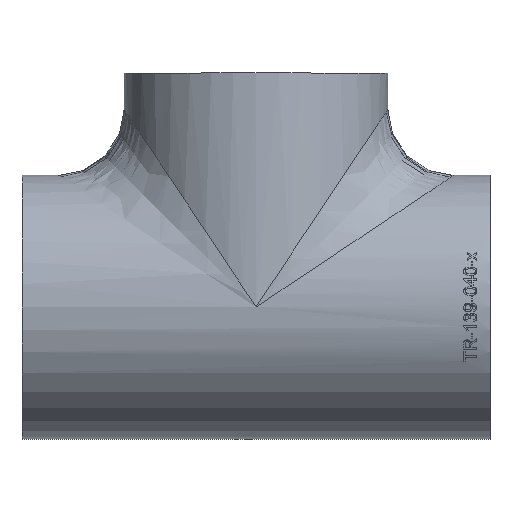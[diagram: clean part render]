
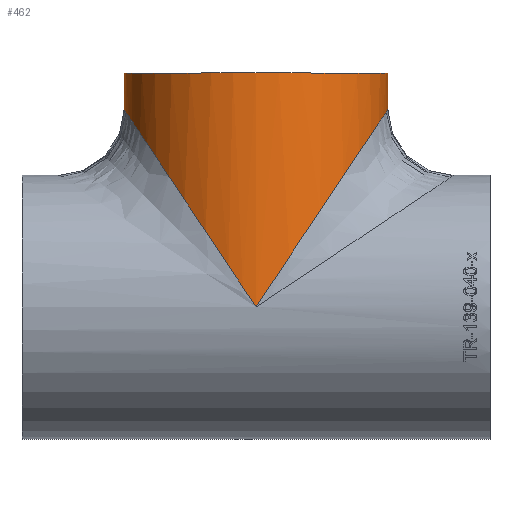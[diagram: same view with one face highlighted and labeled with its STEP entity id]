
A CAD part, top view. The second image highlights one B-rep face of the part: STEP entity #462.
In plain terms, the highlighted cylindrical face has radius 69.85 mm (diameter 139.7 mm), a full revolution.
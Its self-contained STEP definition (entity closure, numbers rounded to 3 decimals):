
#462 = ADVANCED_FACE ( 'NONE', ( #13281, #20640 ), #17095, .T. ) ;
#1068 = CARTESIAN_POINT ( 'NONE',  ( -139.7, 209.7, 69.85 ) ) ;
#1520 = AXIS2_PLACEMENT_3D ( 'NONE', #6720, #16351, #19532 ) ;
#1697 = EDGE_CURVE ( 'NONE', #2521, #12839, #15235, .T. ) ;
#2521 = VERTEX_POINT ( 'NONE', #20955 ) ;
#2880 = CARTESIAN_POINT ( 'NONE',  ( 0., 0., 69.85 ) ) ;
#3830 = CIRCLE ( 'NONE', #7003, 69.85 ) ;
#4850 =( BOUNDED_CURVE ( )  B_SPLINE_CURVE ( 3, ( #9193, #5885, #15840, #20590 ),
 .UNSPECIFIED., .F., .F. ) 
 B_SPLINE_CURVE_WITH_KNOTS ( ( 4, 4 ),
 ( 1.571, 4.712 ),
 .UNSPECIFIED. ) 
 CURVE ( )  GEOMETRIC_REPRESENTATION_ITEM ( )  RATIONAL_B_SPLINE_CURVE ( ( 1., 0.333, 0.333, 1. ) ) 
 REPRESENTATION_ITEM ( '' )  );
#5885 = CARTESIAN_POINT ( 'NONE',  ( 139.7, 209.7, 69.85 ) ) ;
#6205 = DIRECTION ( 'NONE',  ( 0., -1., 0. ) ) ;
#6242 = EDGE_LOOP ( 'NONE', ( #19760, #14870 ) ) ;
#6720 = CARTESIAN_POINT ( 'NONE',  ( 0., 0., 0. ) ) ;
#7003 = AXIS2_PLACEMENT_3D ( 'NONE', #15896, #6205, #9238 ) ;
#7658 = CARTESIAN_POINT ( 'NONE',  ( 0., 0., -69.85 ) ) ;
#9143 = CARTESIAN_POINT ( 'NONE',  ( 0., 0., 69.85 ) ) ;
#9193 = CARTESIAN_POINT ( 'NONE',  ( 0., 0., 69.85 ) ) ;
#9238 = DIRECTION ( 'NONE',  ( 0., 0., -1. ) ) ;
#11356 = EDGE_CURVE ( 'NONE', #12839, #2521, #4850, .T. ) ;
#12839 = VERTEX_POINT ( 'NONE', #9143 ) ;
#13281 = FACE_OUTER_BOUND ( 'NONE', #19141, .T. ) ;
#14870 = ORIENTED_EDGE ( 'NONE', *, *, #11356, .T. ) ;
#15235 =( BOUNDED_CURVE ( )  B_SPLINE_CURVE ( 3, ( #7658, #18844, #1068, #2880 ),
 .UNSPECIFIED., .F., .F. ) 
 B_SPLINE_CURVE_WITH_KNOTS ( ( 4, 4 ),
 ( 1.571, 4.712 ),
 .UNSPECIFIED. ) 
 CURVE ( )  GEOMETRIC_REPRESENTATION_ITEM ( )  RATIONAL_B_SPLINE_CURVE ( ( 1., 0.333, 0.333, 1. ) ) 
 REPRESENTATION_ITEM ( '' )  );
#15572 = CARTESIAN_POINT ( 'NONE',  ( 0., 124., -69.85 ) ) ;
#15840 = CARTESIAN_POINT ( 'NONE',  ( 139.7, 209.7, -69.85 ) ) ;
#15896 = CARTESIAN_POINT ( 'NONE',  ( 0., 124., 0. ) ) ;
#16351 = DIRECTION ( 'NONE',  ( 0., -1., 0. ) ) ;
#17095 = CYLINDRICAL_SURFACE ( 'NONE', #1520, 69.85 ) ;
#17833 = EDGE_CURVE ( 'NONE', #19666, #19666, #3830, .T. ) ;
#18844 = CARTESIAN_POINT ( 'NONE',  ( -139.7, 209.7, -69.85 ) ) ;
#19141 = EDGE_LOOP ( 'NONE', ( #20845 ) ) ;
#19532 = DIRECTION ( 'NONE',  ( 0., 0., -1. ) ) ;
#19666 = VERTEX_POINT ( 'NONE', #15572 ) ;
#19760 = ORIENTED_EDGE ( 'NONE', *, *, #1697, .T. ) ;
#20590 = CARTESIAN_POINT ( 'NONE',  ( 0., 0., -69.85 ) ) ;
#20640 = FACE_OUTER_BOUND ( 'NONE', #6242, .T. ) ;
#20845 = ORIENTED_EDGE ( 'NONE', *, *, #17833, .T. ) ;
#20955 = CARTESIAN_POINT ( 'NONE',  ( 0., 0., -69.85 ) ) ;
